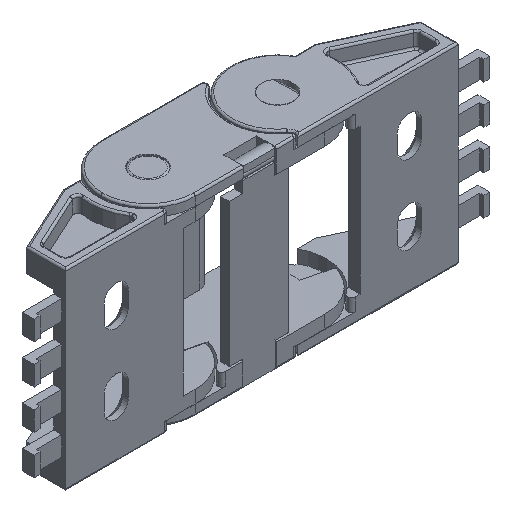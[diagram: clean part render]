
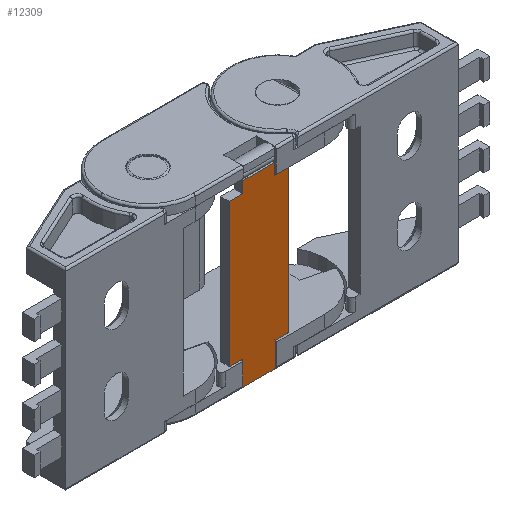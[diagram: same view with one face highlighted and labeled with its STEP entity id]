
A CAD part, isometric view. The second image highlights one B-rep face of the part: STEP entity #12309.
In plain terms, the highlighted planar face has unit normal (0, -1, 0).
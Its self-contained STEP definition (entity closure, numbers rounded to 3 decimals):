
#68 = VECTOR ( 'NONE', #4372, 1000. ) ;
#114 = ORIENTED_EDGE ( 'NONE', *, *, #4693, .F. ) ;
#232 = DIRECTION ( 'NONE',  ( -1., 0., 0. ) ) ;
#291 = VERTEX_POINT ( 'NONE', #10986 ) ;
#458 = VECTOR ( 'NONE', #14038, 1000. ) ;
#475 = ORIENTED_EDGE ( 'NONE', *, *, #9967, .F. ) ;
#522 = DIRECTION ( 'NONE',  ( 1., 0., 0. ) ) ;
#745 = LINE ( 'NONE', #11979, #4777 ) ;
#1085 = VECTOR ( 'NONE', #4974, 1000. ) ;
#1104 = EDGE_CURVE ( 'NONE', #1992, #10360, #9928, .T. ) ;
#1290 = VECTOR ( 'NONE', #7342, 1000. ) ;
#1341 = ORIENTED_EDGE ( 'NONE', *, *, #1104, .F. ) ;
#1428 = EDGE_CURVE ( 'NONE', #291, #13858, #13213, .T. ) ;
#1565 = VERTEX_POINT ( 'NONE', #5262 ) ;
#1992 = VERTEX_POINT ( 'NONE', #6622 ) ;
#2022 = DIRECTION ( 'NONE',  ( 0., 0., 1. ) ) ;
#2104 = CARTESIAN_POINT ( 'NONE',  ( 24., -11.7, 6.3 ) ) ;
#2402 = EDGE_CURVE ( 'NONE', #3484, #5921, #11542, .T. ) ;
#3041 = CARTESIAN_POINT ( 'NONE',  ( 12.45, -11.7, 42.7 ) ) ;
#3172 = VERTEX_POINT ( 'NONE', #11971 ) ;
#3174 = CARTESIAN_POINT ( 'NONE',  ( 12.45, -11.7, 45.57 ) ) ;
#3201 = ORIENTED_EDGE ( 'NONE', *, *, #10877, .F. ) ;
#3215 = CARTESIAN_POINT ( 'NONE',  ( 20.677, -11.7, 0. ) ) ;
#3407 = DIRECTION ( 'NONE',  ( 1., 0., 0. ) ) ;
#3430 = EDGE_CURVE ( 'NONE', #9707, #5380, #10454, .T. ) ;
#3485 = ORIENTED_EDGE ( 'NONE', *, *, #11548, .T. ) ;
#3484 = VERTEX_POINT ( 'NONE', #3215 ) ;
#3761 = CARTESIAN_POINT ( 'NONE',  ( 12.323, -11.7, 0. ) ) ;
#4273 = LINE ( 'NONE', #6326, #1290 ) ;
#4281 = VECTOR ( 'NONE', #4880, 1000. ) ;
#4372 = DIRECTION ( 'NONE',  ( 0., 0., -1. ) ) ;
#4465 = LINE ( 'NONE', #7556, #10291 ) ;
#4508 = ORIENTED_EDGE ( 'NONE', *, *, #14349, .F. ) ;
#4693 = EDGE_CURVE ( 'NONE', #4754, #5921, #745, .T. ) ;
#4754 = VERTEX_POINT ( 'NONE', #10806 ) ;
#4777 = VECTOR ( 'NONE', #12205, 1000. ) ;
#4880 = DIRECTION ( 'NONE',  ( 0., 0., -1. ) ) ;
#4939 = VECTOR ( 'NONE', #2022, 1000. ) ;
#4974 = DIRECTION ( 'NONE',  ( 0., 0., 1. ) ) ;
#5262 = CARTESIAN_POINT ( 'NONE',  ( 24., -11.7, 42.7 ) ) ;
#5322 = LINE ( 'NONE', #5923, #11699 ) ;
#5380 = VERTEX_POINT ( 'NONE', #3761 ) ;
#5714 = CARTESIAN_POINT ( 'NONE',  ( 24., -11.7, 42.7 ) ) ;
#5869 = VECTOR ( 'NONE', #6513, 1000. ) ;
#5912 = CARTESIAN_POINT ( 'NONE',  ( 20.677, -11.7, 6.3 ) ) ;
#5921 = VERTEX_POINT ( 'NONE', #5912 ) ;
#5923 = CARTESIAN_POINT ( 'NONE',  ( 24., -11.7, 0. ) ) ;
#5986 = CARTESIAN_POINT ( 'NONE',  ( 9., -11.7, 45.57 ) ) ;
#6310 = CARTESIAN_POINT ( 'NONE',  ( 20.677, -11.7, 45.57 ) ) ;
#6326 = CARTESIAN_POINT ( 'NONE',  ( 24., -11.7, 45.57 ) ) ;
#6480 = EDGE_CURVE ( 'NONE', #9707, #1992, #9545, .T. ) ;
#6513 = DIRECTION ( 'NONE',  ( 1., 0., 0. ) ) ;
#6622 = CARTESIAN_POINT ( 'NONE',  ( 9., -11.7, 6.3 ) ) ;
#6996 = CARTESIAN_POINT ( 'NONE',  ( 9., -11.7, 42.7 ) ) ;
#7163 = DIRECTION ( 'NONE',  ( 0., -1., 0. ) ) ;
#7338 = CARTESIAN_POINT ( 'NONE',  ( 20.55, -11.7, 45.57 ) ) ;
#7342 = DIRECTION ( 'NONE',  ( -1., 0., 0. ) ) ;
#7556 = CARTESIAN_POINT ( 'NONE',  ( 24., -11.7, 45.57 ) ) ;
#7557 = AXIS2_PLACEMENT_3D ( 'NONE', #10422, #7163, #522 ) ;
#7568 = ORIENTED_EDGE ( 'NONE', *, *, #2402, .T. ) ;
#8805 = ORIENTED_EDGE ( 'NONE', *, *, #3430, .T. ) ;
#8840 = LINE ( 'NONE', #5714, #10711 ) ;
#8847 = ORIENTED_EDGE ( 'NONE', *, *, #10643, .T. ) ;
#8863 = VECTOR ( 'NONE', #14221, 1000. ) ;
#9156 = ORIENTED_EDGE ( 'NONE', *, *, #6480, .F. ) ;
#9215 = EDGE_LOOP ( 'NONE', ( #3201, #7568, #114, #8847, #475, #9984, #3485, #13345, #4508, #1341, #9156, #8805 ) ) ;
#9545 = LINE ( 'NONE', #2104, #8863 ) ;
#9707 = VERTEX_POINT ( 'NONE', #13425 ) ;
#9735 = DIRECTION ( 'NONE',  ( 0., 0., 1. ) ) ;
#9753 = CARTESIAN_POINT ( 'NONE',  ( 24., -11.7, 42.7 ) ) ;
#9928 = LINE ( 'NONE', #5986, #4939 ) ;
#9967 = EDGE_CURVE ( 'NONE', #291, #1565, #10862, .T. ) ;
#9984 = ORIENTED_EDGE ( 'NONE', *, *, #1428, .T. ) ;
#10291 = VECTOR ( 'NONE', #9735, 1000. ) ;
#10360 = VERTEX_POINT ( 'NONE', #6996 ) ;
#10422 = CARTESIAN_POINT ( 'NONE',  ( 24., -11.7, 45.57 ) ) ;
#10454 = LINE ( 'NONE', #12578, #4281 ) ;
#10643 = EDGE_CURVE ( 'NONE', #4754, #1565, #4465, .T. ) ;
#10711 = VECTOR ( 'NONE', #3407, 1000. ) ;
#10806 = CARTESIAN_POINT ( 'NONE',  ( 24., -11.7, 6.3 ) ) ;
#10862 = LINE ( 'NONE', #9753, #5869 ) ;
#10877 = EDGE_CURVE ( 'NONE', #3484, #5380, #5322, .T. ) ;
#10986 = CARTESIAN_POINT ( 'NONE',  ( 20.55, -11.7, 42.7 ) ) ;
#11542 = LINE ( 'NONE', #6310, #458 ) ;
#11548 = EDGE_CURVE ( 'NONE', #13858, #3172, #4273, .T. ) ;
#11567 = CARTESIAN_POINT ( 'NONE',  ( 20.55, -11.7, 45.57 ) ) ;
#11666 = EDGE_CURVE ( 'NONE', #3172, #11937, #11846, .T. ) ;
#11699 = VECTOR ( 'NONE', #232, 1000. ) ;
#11846 = LINE ( 'NONE', #3174, #68 ) ;
#11937 = VERTEX_POINT ( 'NONE', #3041 ) ;
#11971 = CARTESIAN_POINT ( 'NONE',  ( 12.45, -11.7, 45.57 ) ) ;
#11979 = CARTESIAN_POINT ( 'NONE',  ( 24., -11.7, 6.3 ) ) ;
#12205 = DIRECTION ( 'NONE',  ( -1., 0., 0. ) ) ;
#12309 = ADVANCED_FACE ( 'NONE', ( #12519 ), #12617, .T. ) ;
#12519 = FACE_OUTER_BOUND ( 'NONE', #9215, .T. ) ;
#12578 = CARTESIAN_POINT ( 'NONE',  ( 12.323, -11.7, 45.57 ) ) ;
#12617 = PLANE ( 'NONE',  #7557 ) ;
#13213 = LINE ( 'NONE', #11567, #1085 ) ;
#13345 = ORIENTED_EDGE ( 'NONE', *, *, #11666, .T. ) ;
#13425 = CARTESIAN_POINT ( 'NONE',  ( 12.323, -11.7, 6.3 ) ) ;
#13858 = VERTEX_POINT ( 'NONE', #7338 ) ;
#14038 = DIRECTION ( 'NONE',  ( 0., 0., 1. ) ) ;
#14221 = DIRECTION ( 'NONE',  ( -1., 0., 0. ) ) ;
#14349 = EDGE_CURVE ( 'NONE', #10360, #11937, #8840, .T. ) ;
